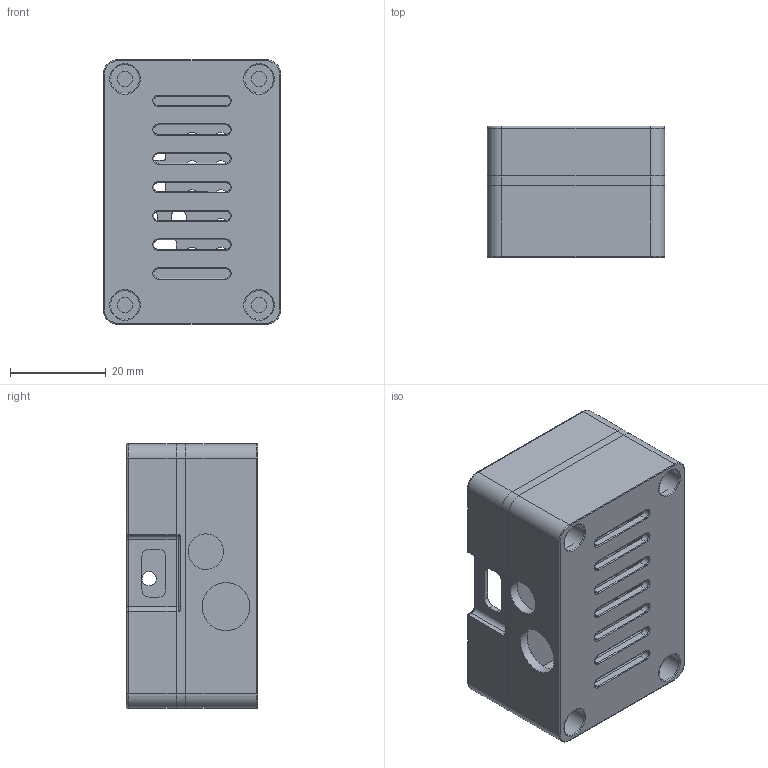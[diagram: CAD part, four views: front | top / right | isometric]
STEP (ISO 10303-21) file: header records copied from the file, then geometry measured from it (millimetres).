
FILE_DESCRIPTION(/* description */ (''),/* implementation_level */ '2;1');
FILE_NAME(/* name */ 'ESP32 Waveshare 1.69 Enclosure v77.step',/* time_stamp */ '2025-05-22T11:00:54+10:00',/* author */ (''),/* organization */ (''),/* preprocessor_version */ 'ST-DEVELOPER v20.1',/* originating_system */ 'Autodesk Translation Framework v14.4.0.0',/* authorisation */ '');
FILE_SCHEMA (('AUTOMOTIVE_DESIGN { 1 0 10303 214 3 1 1 }'));
Length unit declared in the file: millimetre
Products named in the file (4): ESP32 Waveshare 1.69 Enclosure; Bottom; Top; Middle
Assembly tree (3 placements, depth 2):
  ESP32 Waveshare 1.69 Enclosure
    Bottom
    Top
    Middle
Bounding box: 37 x 27.4 x 55.2 mm (x, y, z)
Volume: 20350 mm3; surface area: 19690 mm2
Topology: 3 solids, 3 shells, 308 faces, 790 edges, 505 vertices
Faces by surface type: cylinder 154, plane 114, torus 38, bspline 2
Full cylindrical faces by diameter (mm): 2.4 x4, 3 x15, 3.2 x8, 4 x4, 4.2 x4, 5 x4, 6 x4, 7.4 x1, 10 x1
Entity records: 9757 total; most frequent: DIRECTION 1783, CARTESIAN_POINT 1630, ORIENTED_EDGE 1588, EDGE_CURVE 794, AXIS2_PLACEMENT_3D 676, VERTEX_POINT 505, LINE 431, VECTOR 431
